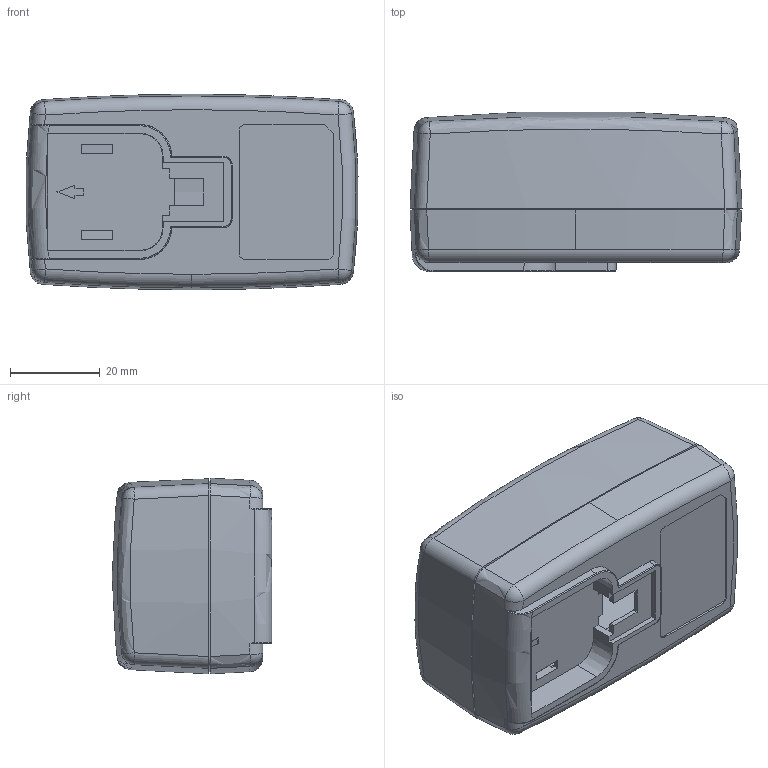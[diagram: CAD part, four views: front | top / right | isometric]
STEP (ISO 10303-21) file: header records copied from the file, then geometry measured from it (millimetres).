
FILE_DESCRIPTION((''),'2;1');
FILE_NAME('GTM46402-40VV-X_X-Q_ASM','2022-08-24T16:16:50',('jirenqiang'),(''),'CREO PARAMETRIC BY PTC INC, 2018050','CREO PARAMETRIC BY PTC INC, 2018050','');
FILE_SCHEMA(('CONFIG_CONTROL_DESIGN'));
Length unit declared in the file: millimetre
Products named in the file (3): BOTTOM_; TOP_; GTM46402-40VV-X_X-Q_ASM
Assembly tree (2 placements, depth 2):
  GTM46402-40VV-X_X-Q_ASM
    BOTTOM_
    TOP_
Bounding box: 73.85 x 35.47 x 43.5 mm (x, y, z)
Volume: 24500.4 mm3; surface area: 26580.9 mm2
Topology: 2 solids, 2 shells, 592 faces, 1620 edges, 1052 vertices
Faces by surface type: plane 282, cone 107, cylinder 81, torus 46, extrusion 29, bspline 28, sphere 15, revolution 4
Entity records: 22103 total; most frequent: CARTESIAN_POINT 7646, ORIENTED_EDGE 3208, DIRECTION 2681, EDGE_CURVE 1604, VERTEX_POINT 1052, AXIS2_PLACEMENT_3D 938, VECTOR 801, LINE 772
